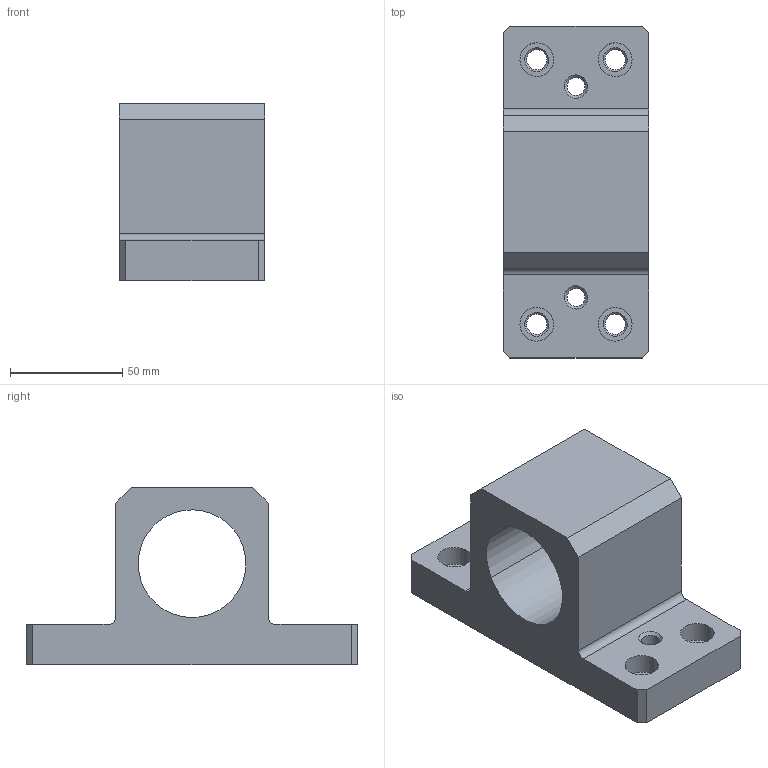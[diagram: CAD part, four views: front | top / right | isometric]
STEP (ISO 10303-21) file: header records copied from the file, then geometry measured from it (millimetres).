
FILE_DESCRIPTION(('CATIA V5 STEP Exchange'),'2;1');
FILE_NAME('Suport.stp','2024-03-02T21:17:38+00:00',('none'),('none'),'CATIA Version 5 Release 21 GA (IN-10)','CATIA V5 STEP AP203','none');
FILE_SCHEMA(('CONFIG_CONTROL_DESIGN'));
Length unit declared in the file: millimetre
Products named in the file (1): Suport
Bounding box: 65 x 148 x 79 mm (x, y, z)
Volume: 308881.4 mm3; surface area: 51198.5 mm2
Topology: 1 solids, 1 shells, 61 faces, 148 edges, 94 vertices
Faces by surface type: cylinder 26, plane 21, cone 14
Entity records: 1724 total; most frequent: ORIENTED_EDGE 296, CARTESIAN_POINT 289, DIRECTION 240, EDGE_CURVE 148, AXIS2_PLACEMENT_3D 113, VERTEX_POINT 94, VECTOR 82, LINE 82
